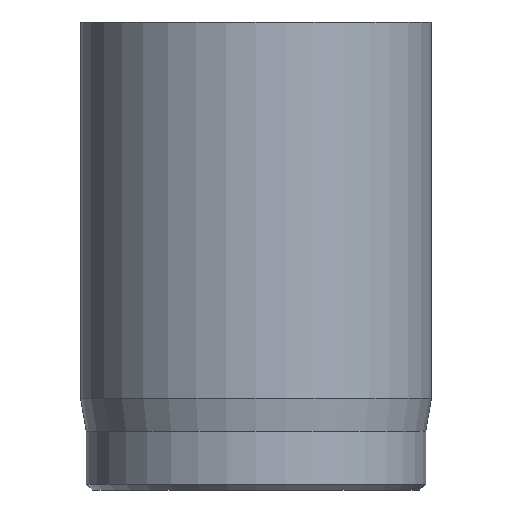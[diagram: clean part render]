
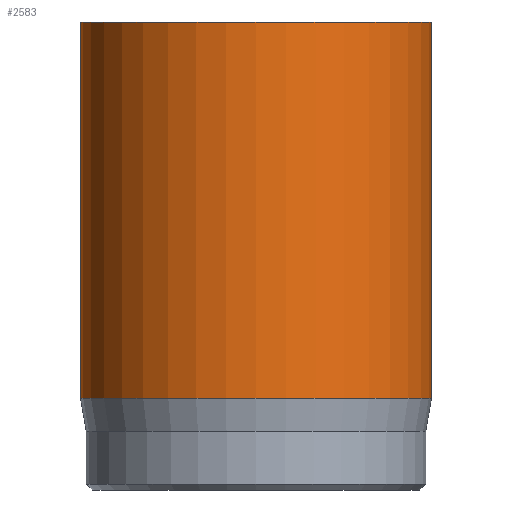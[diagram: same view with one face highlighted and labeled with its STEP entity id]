
A CAD part, front view. The second image highlights one B-rep face of the part: STEP entity #2583.
In plain terms, the highlighted cylindrical face has radius 3 mm (diameter 6 mm), a full revolution.
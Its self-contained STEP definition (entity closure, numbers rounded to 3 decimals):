
#31=CYLINDRICAL_SURFACE('',#2717,3.);
#44=CIRCLE('',#2693,3.);
#55=CIRCLE('',#2715,3.);
#56=CIRCLE('',#2716,3.);
#254=FACE_OUTER_BOUND('',#415,.T.);
#415=EDGE_LOOP('',(#2256,#2257,#2258,#2259,#2260));
#577=LINE('',#5034,#745);
#745=VECTOR('',#2995,3.);
#1170=VERTEX_POINT('',#4990);
#1181=VERTEX_POINT('',#5028);
#1182=VERTEX_POINT('',#5029);
#1530=EDGE_CURVE('',#1170,#1170,#44,.T.);
#1546=EDGE_CURVE('',#1181,#1182,#55,.T.);
#1547=EDGE_CURVE('',#1182,#1181,#56,.T.);
#1549=EDGE_CURVE('',#1170,#1181,#577,.T.);
#2256=ORIENTED_EDGE('',*,*,#1530,.T.);
#2257=ORIENTED_EDGE('',*,*,#1549,.T.);
#2258=ORIENTED_EDGE('',*,*,#1546,.T.);
#2259=ORIENTED_EDGE('',*,*,#1547,.T.);
#2260=ORIENTED_EDGE('',*,*,#1549,.F.);
#2583=ADVANCED_FACE('',(#254),#31,.T.);
#2693=AXIS2_PLACEMENT_3D('',#4991,#2939,#2940);
#2715=AXIS2_PLACEMENT_3D('',#5030,#2988,#2989);
#2716=AXIS2_PLACEMENT_3D('',#5031,#2990,#2991);
#2717=AXIS2_PLACEMENT_3D('',#5033,#2993,#2994);
#2939=DIRECTION('center_axis',(0.,0.,-1.));
#2940=DIRECTION('ref_axis',(-1.,0.,0.));
#2988=DIRECTION('center_axis',(0.,0.,1.));
#2989=DIRECTION('ref_axis',(-1.,0.,0.));
#2990=DIRECTION('center_axis',(0.,0.,1.));
#2991=DIRECTION('ref_axis',(-1.,0.,0.));
#2993=DIRECTION('center_axis',(0.,0.,1.));
#2994=DIRECTION('ref_axis',(-1.,0.,0.));
#2995=DIRECTION('',(0.,0.,-1.));
#4990=CARTESIAN_POINT('',(3.,0.,8.));
#4991=CARTESIAN_POINT('Origin',(0.,0.,8.));
#5028=CARTESIAN_POINT('',(3.,0.,1.567));
#5029=CARTESIAN_POINT('',(-3.,0.,1.567));
#5030=CARTESIAN_POINT('Origin',(0.,0.,1.567));
#5031=CARTESIAN_POINT('Origin',(0.,0.,1.567));
#5033=CARTESIAN_POINT('Origin',(0.,0.,0.));
#5034=CARTESIAN_POINT('',(3.,0.,0.));
